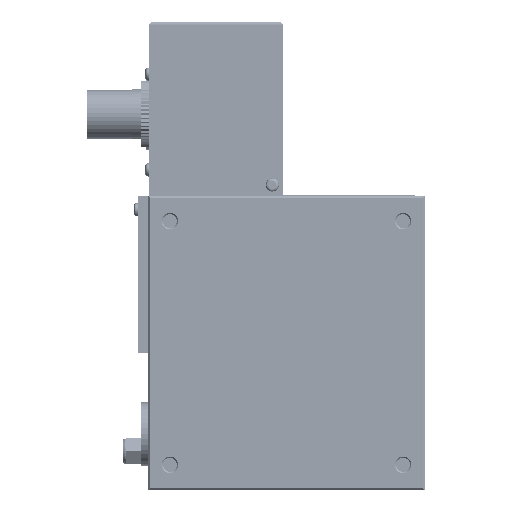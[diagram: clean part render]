
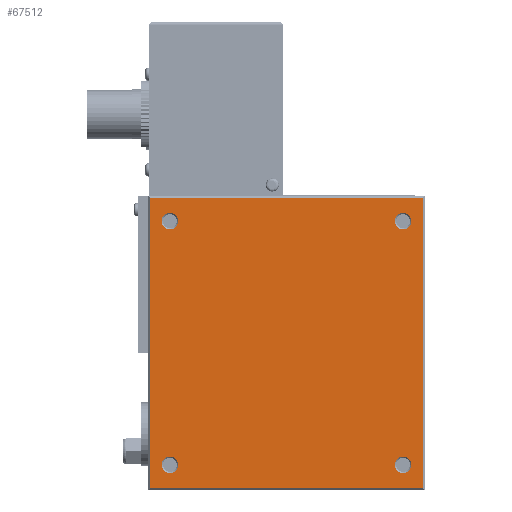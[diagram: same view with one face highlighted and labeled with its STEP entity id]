
A CAD part, left-side view. The second image highlights one B-rep face of the part: STEP entity #67512.
In plain terms, the highlighted planar face has unit normal (-1, 0, 0).
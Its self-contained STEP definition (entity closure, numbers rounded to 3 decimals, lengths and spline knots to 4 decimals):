
#1301=LINE('',#95789,#7226);
#1305=LINE('',#95798,#7230);
#1308=LINE('',#95802,#7233);
#1310=LINE('',#95805,#7235);
#7226=VECTOR('',#78132,6.1811);
#7230=VECTOR('',#78138,6.1811);
#7233=VECTOR('',#78143,6.5748);
#7235=VECTOR('',#78147,6.5748);
#13169=PLANE('',#72112);
#15832=FACE_BOUND('',#22905,.T.);
#15833=FACE_BOUND('',#22906,.T.);
#15834=FACE_BOUND('',#22907,.T.);
#15835=FACE_BOUND('',#22908,.T.);
#18697=FACE_OUTER_BOUND('',#22904,.T.);
#22904=EDGE_LOOP('',(#45806,#45807,#45808,#45809));
#22905=EDGE_LOOP('',(#45810));
#22906=EDGE_LOOP('',(#45811));
#22907=EDGE_LOOP('',(#45812));
#22908=EDGE_LOOP('',(#45813));
#28852=CIRCLE('',#72113,0.187);
#28853=CIRCLE('',#72114,0.187);
#28854=CIRCLE('',#72115,0.187);
#28855=CIRCLE('',#72116,0.187);
#30766=VERTEX_POINT('',#95786);
#30767=VERTEX_POINT('',#95788);
#30770=VERTEX_POINT('',#95795);
#30771=VERTEX_POINT('',#95797);
#30775=VERTEX_POINT('',#95817);
#30776=VERTEX_POINT('',#95819);
#30777=VERTEX_POINT('',#95821);
#30778=VERTEX_POINT('',#95823);
#36970=EDGE_CURVE('',#30766,#30767,#1301,.T.);
#36974=EDGE_CURVE('',#30770,#30771,#1305,.T.);
#36977=EDGE_CURVE('',#30767,#30770,#1308,.T.);
#36979=EDGE_CURVE('',#30771,#30766,#1310,.T.);
#36985=EDGE_CURVE('',#30775,#30775,#28852,.T.);
#36986=EDGE_CURVE('',#30776,#30776,#28853,.T.);
#36987=EDGE_CURVE('',#30777,#30777,#28854,.T.);
#36988=EDGE_CURVE('',#30778,#30778,#28855,.T.);
#45806=ORIENTED_EDGE('',*,*,#36974,.F.);
#45807=ORIENTED_EDGE('',*,*,#36977,.F.);
#45808=ORIENTED_EDGE('',*,*,#36970,.F.);
#45809=ORIENTED_EDGE('',*,*,#36979,.F.);
#45810=ORIENTED_EDGE('',*,*,#36985,.T.);
#45811=ORIENTED_EDGE('',*,*,#36986,.T.);
#45812=ORIENTED_EDGE('',*,*,#36987,.T.);
#45813=ORIENTED_EDGE('',*,*,#36988,.T.);
#67512=ADVANCED_FACE('',(#18697,#15832,#15833,#15834,#15835),#13169,.F.);
#72112=AXIS2_PLACEMENT_3D('',#95816,#78157,#78158);
#72113=AXIS2_PLACEMENT_3D('',#95818,#78159,#78160);
#72114=AXIS2_PLACEMENT_3D('',#95820,#78161,#78162);
#72115=AXIS2_PLACEMENT_3D('',#95822,#78163,#78164);
#72116=AXIS2_PLACEMENT_3D('',#95824,#78165,#78166);
#78132=DIRECTION('',(0.,1.,0.));
#78138=DIRECTION('',(0.,-1.,0.));
#78143=DIRECTION('',(0.,0.,1.));
#78147=DIRECTION('',(0.,0.,-1.));
#78157=DIRECTION('center_axis',(1.,0.,0.));
#78158=DIRECTION('ref_axis',(0.,0.,1.));
#78159=DIRECTION('center_axis',(1.,0.,0.));
#78160=DIRECTION('ref_axis',(0.,-1.,0.));
#78161=DIRECTION('center_axis',(1.,0.,0.));
#78162=DIRECTION('ref_axis',(0.,-1.,0.));
#78163=DIRECTION('center_axis',(1.,0.,0.));
#78164=DIRECTION('ref_axis',(0.,-1.,0.));
#78165=DIRECTION('center_axis',(1.,0.,0.));
#78166=DIRECTION('ref_axis',(0.,-1.,0.));
#95786=CARTESIAN_POINT('',(-25.968,-8.5952,8.155));
#95788=CARTESIAN_POINT('',(-25.968,-2.4141,8.155));
#95789=CARTESIAN_POINT('',(-25.968,-3.9397,8.155));
#95795=CARTESIAN_POINT('',(-25.968,-2.4141,14.7298));
#95797=CARTESIAN_POINT('',(-25.968,-8.5952,14.7298));
#95798=CARTESIAN_POINT('',(-25.968,-7.0696,14.7298));
#95802=CARTESIAN_POINT('',(-25.968,-2.4141,13.1058));
#95805=CARTESIAN_POINT('',(-25.968,-8.5952,9.7791));
#95816=CARTESIAN_POINT('Origin',(-25.968,-5.5047,11.4424));
#95817=CARTESIAN_POINT('',(-25.968,-8.3295,8.6865));
#95818=CARTESIAN_POINT('Origin',(-25.968,-8.1425,8.6865));
#95819=CARTESIAN_POINT('',(-25.968,-8.3295,14.1983));
#95820=CARTESIAN_POINT('Origin',(-25.968,-8.1425,14.1983));
#95821=CARTESIAN_POINT('',(-25.968,-3.0539,14.1983));
#95822=CARTESIAN_POINT('Origin',(-25.968,-2.8669,14.1983));
#95823=CARTESIAN_POINT('',(-25.968,-3.0539,8.6865));
#95824=CARTESIAN_POINT('Origin',(-25.968,-2.8669,8.6865));
